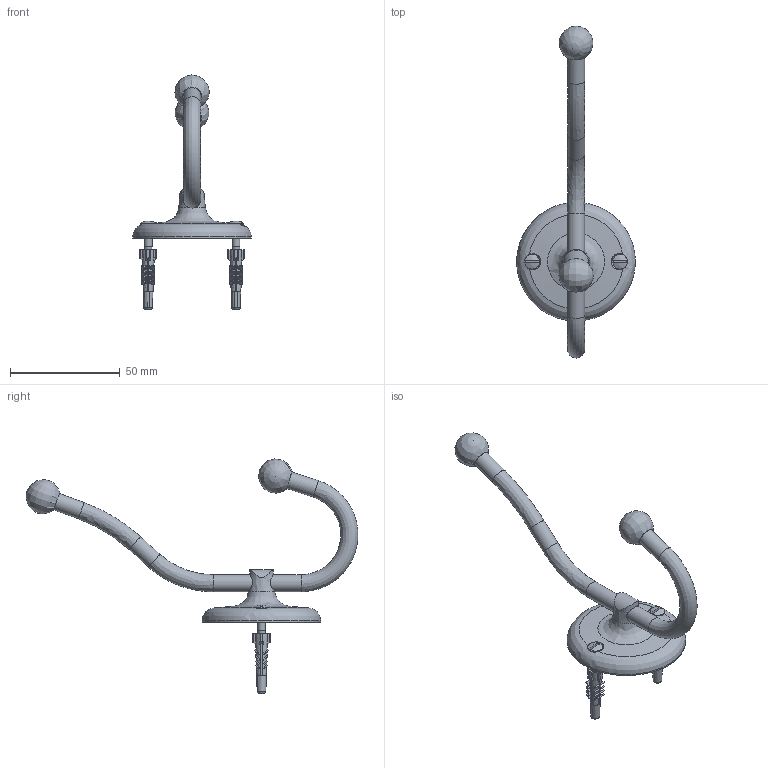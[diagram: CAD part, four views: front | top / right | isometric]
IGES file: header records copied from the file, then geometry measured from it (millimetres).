
Global section: file name: N39; native system: Autodesk Inventor 2018; preprocessor: unknown; author: mblakey; date: 20170920.145025; units: millimetre
Bounding box: 53.95 x 151.03 x 106.51 mm (x, y, z)
Volume: 25507.8 mm3; surface area: 16806.7 mm2
Topology: 8 solids, 8 shells, 475 faces, 1432 edges, 951 vertices
Faces by surface type: bspline 475
